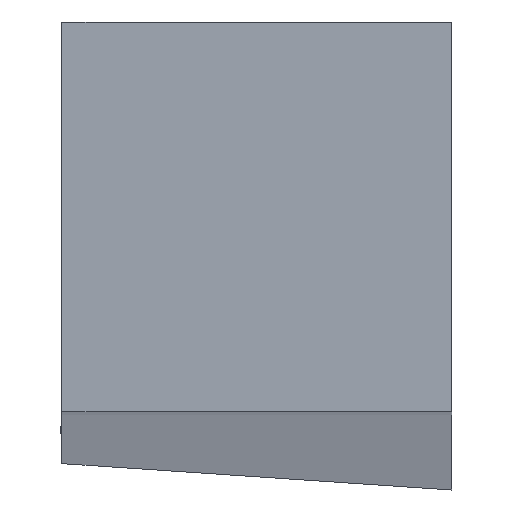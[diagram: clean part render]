
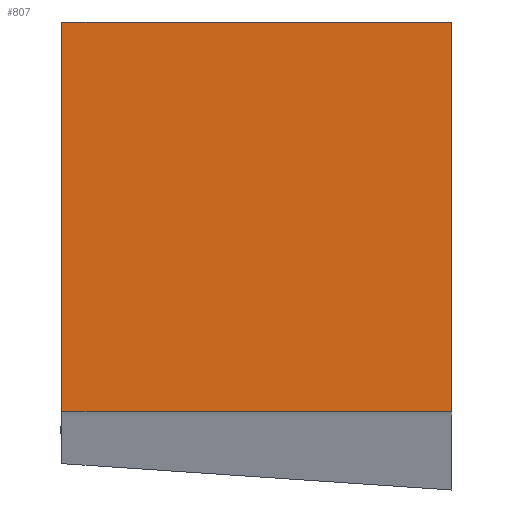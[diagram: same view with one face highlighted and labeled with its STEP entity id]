
A CAD part, top view. The second image highlights one B-rep face of the part: STEP entity #807.
In plain terms, the highlighted planar face has unit normal (0, 0, 1).
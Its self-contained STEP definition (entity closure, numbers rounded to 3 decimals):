
#530=CARTESIAN_POINT('',(-25.,25.,0.0));
#531=VERTEX_POINT('',#530);
#538=CARTESIAN_POINT('',(0.0,25.0,0.0));
#539=VERTEX_POINT('',#538);
#540=CARTESIAN_POINT('',(-25.,25.,0.0));
#541=DIRECTION('',(1.0,0.0,0.0));
#542=VECTOR('',#541,25.);
#543=LINE('',#540,#542);
#544=EDGE_CURVE('',#539,#531,#543,.F.);
#655=CARTESIAN_POINT('',(0.0,0.,0.0));
#656=VERTEX_POINT('',#655);
#657=CARTESIAN_POINT('',(0.0,25.0,0.0));
#658=DIRECTION('',(0.0,-1.0,0.0));
#659=VECTOR('',#658,25.0);
#660=LINE('',#657,#659);
#661=EDGE_CURVE('',#656,#539,#660,.F.);
#761=CARTESIAN_POINT('',(-25.0,0.0,0.0));
#762=VERTEX_POINT('',#761);
#769=CARTESIAN_POINT('',(-25.0,0.0,0.0));
#770=DIRECTION('',(0.0,1.0,0.0));
#771=VECTOR('',#770,25.);
#772=LINE('',#769,#771);
#773=EDGE_CURVE('',#531,#762,#772,.F.);
#786=CARTESIAN_POINT('',(0.0,0.0,0.0));
#787=DIRECTION('',(-1.0,0.0,0.0));
#788=VECTOR('',#787,25.0);
#789=LINE('',#786,#788);
#790=EDGE_CURVE('',#762,#656,#789,.F.);
#796=CARTESIAN_POINT('',(-12.5,12.5,0.0));
#797=DIRECTION('',(0.0,0.0,1.0));
#798=DIRECTION('',(1.0,0.0,0.0));
#799=AXIS2_PLACEMENT_3D('',#796,#797,#798);
#800=PLANE('',#799);
#801=ORIENTED_EDGE('',*,*,#790,.T.);
#802=ORIENTED_EDGE('',*,*,#661,.T.);
#803=ORIENTED_EDGE('',*,*,#544,.T.);
#804=ORIENTED_EDGE('',*,*,#773,.T.);
#805=EDGE_LOOP('',(#801,#802,#803,#804));
#806=FACE_OUTER_BOUND('',#805,.T.);
#807=ADVANCED_FACE('',(#806),#800,.T.);
